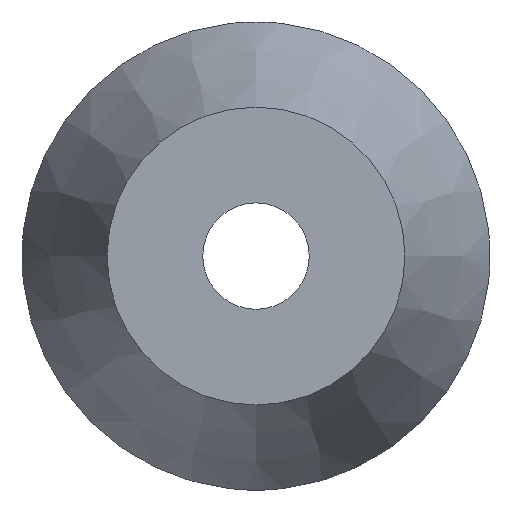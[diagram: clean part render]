
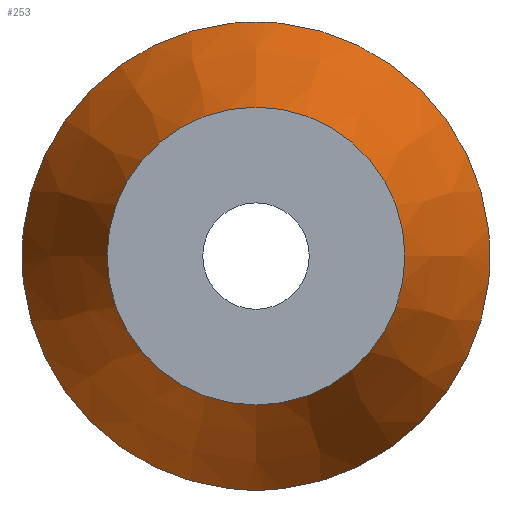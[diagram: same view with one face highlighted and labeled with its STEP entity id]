
A CAD part, front view. The second image highlights one B-rep face of the part: STEP entity #253.
In plain terms, the highlighted conical face has half-angle 21.801 degrees and reference radius 7 mm.
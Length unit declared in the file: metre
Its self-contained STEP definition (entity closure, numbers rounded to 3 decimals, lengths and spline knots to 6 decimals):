
#12=CONICAL_SURFACE('',#293,0.007,0.381);
#51=ORIENTED_EDGE('',*,*,#107,.F.);
#52=ORIENTED_EDGE('',*,*,#119,.F.);
#53=ORIENTED_EDGE('',*,*,#113,.F.);
#54=ORIENTED_EDGE('',*,*,#120,.F.);
#55=ORIENTED_EDGE('',*,*,#121,.F.);
#56=ORIENTED_EDGE('',*,*,#122,.F.);
#57=ORIENTED_EDGE('',*,*,#111,.F.);
#58=ORIENTED_EDGE('',*,*,#123,.F.);
#59=ORIENTED_EDGE('',*,*,#118,.T.);
#107=EDGE_CURVE('',#141,#142,#162,.T.);
#111=EDGE_CURVE('',#145,#146,#164,.T.);
#113=EDGE_CURVE('',#147,#148,#165,.T.);
#118=EDGE_CURVE('',#152,#152,#168,.T.);
#119=EDGE_CURVE('',#148,#141,#169,.T.);
#120=EDGE_CURVE('',#153,#147,#170,.T.);
#121=EDGE_CURVE('',#154,#153,#171,.T.);
#122=EDGE_CURVE('',#146,#154,#172,.T.);
#123=EDGE_CURVE('',#142,#145,#173,.T.);
#141=VERTEX_POINT('',#432);
#142=VERTEX_POINT('',#434);
#145=VERTEX_POINT('',#441);
#146=VERTEX_POINT('',#443);
#147=VERTEX_POINT('',#447);
#148=VERTEX_POINT('',#448);
#152=VERTEX_POINT('',#458);
#153=VERTEX_POINT('',#462);
#154=VERTEX_POINT('',#464);
#162=CIRCLE('',#283,0.011);
#164=CIRCLE('',#286,0.011);
#165=CIRCLE('',#288,0.011);
#168=CIRCLE('',#292,0.007);
#169=CIRCLE('',#294,0.011);
#170=CIRCLE('',#295,0.011);
#171=CIRCLE('',#296,0.011);
#172=CIRCLE('',#297,0.011);
#173=CIRCLE('',#298,0.011);
#192=EDGE_LOOP('',(#51,#52,#53,#54,#55,#56,#57,#58));
#193=EDGE_LOOP('',(#59));
#218=FACE_BOUND('',#192,.T.);
#219=FACE_BOUND('',#193,.T.);
#253=ADVANCED_FACE('',(#218,#219),#12,.T.);
#283=AXIS2_PLACEMENT_3D('',#433,#333,#334);
#286=AXIS2_PLACEMENT_3D('',#442,#341,#342);
#288=AXIS2_PLACEMENT_3D('',#446,#346,#347);
#292=AXIS2_PLACEMENT_3D('',#457,#356,#357);
#293=AXIS2_PLACEMENT_3D('',#459,#358,#359);
#294=AXIS2_PLACEMENT_3D('',#460,#360,#361);
#295=AXIS2_PLACEMENT_3D('',#461,#362,#363);
#296=AXIS2_PLACEMENT_3D('',#463,#364,#365);
#297=AXIS2_PLACEMENT_3D('',#465,#366,#367);
#298=AXIS2_PLACEMENT_3D('',#466,#368,#369);
#333=DIRECTION('',(0.,1.,0.));
#334=DIRECTION('',(0.,0.,1.));
#341=DIRECTION('',(0.,1.,0.));
#342=DIRECTION('',(0.,0.,1.));
#346=DIRECTION('',(0.,1.,0.));
#347=DIRECTION('',(0.,0.,1.));
#356=DIRECTION('',(0.,1.,0.));
#357=DIRECTION('',(0.,0.,1.));
#358=DIRECTION('',(0.,1.,0.));
#359=DIRECTION('',(0.,0.,1.));
#360=DIRECTION('',(0.,1.,0.));
#361=DIRECTION('',(0.,0.,1.));
#362=DIRECTION('',(0.,1.,0.));
#363=DIRECTION('',(0.,0.,1.));
#364=DIRECTION('',(0.,1.,0.));
#365=DIRECTION('',(0.,0.,1.));
#366=DIRECTION('',(0.,1.,0.));
#367=DIRECTION('',(0.,0.,1.));
#368=DIRECTION('',(0.,1.,0.));
#369=DIRECTION('',(0.,0.,1.));
#432=CARTESIAN_POINT('',(0.00124,0.01,0.01093));
#433=CARTESIAN_POINT('',(0.,0.01,0.));
#434=CARTESIAN_POINT('',(0.01093,0.01,0.00124));
#441=CARTESIAN_POINT('',(0.01093,0.01,-0.00124));
#442=CARTESIAN_POINT('',(0.,0.01,0.));
#443=CARTESIAN_POINT('',(0.00124,0.01,-0.01093));
#446=CARTESIAN_POINT('',(0.,0.01,0.));
#447=CARTESIAN_POINT('',(-0.01093,0.01,0.00124));
#448=CARTESIAN_POINT('',(-0.00124,0.01,0.01093));
#457=CARTESIAN_POINT('',(0.,0.,0.));
#458=CARTESIAN_POINT('',(0.,0.,0.007));
#459=CARTESIAN_POINT('',(0.,0.,0.));
#460=CARTESIAN_POINT('',(0.,0.01,0.));
#461=CARTESIAN_POINT('',(0.,0.01,0.));
#462=CARTESIAN_POINT('',(-0.01093,0.01,-0.00124));
#463=CARTESIAN_POINT('',(0.,0.01,0.));
#464=CARTESIAN_POINT('',(-0.00124,0.01,-0.01093));
#465=CARTESIAN_POINT('',(0.,0.01,0.));
#466=CARTESIAN_POINT('',(0.,0.01,0.));
